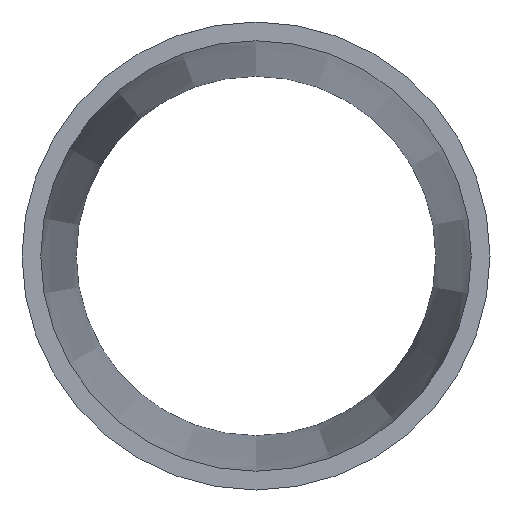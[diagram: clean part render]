
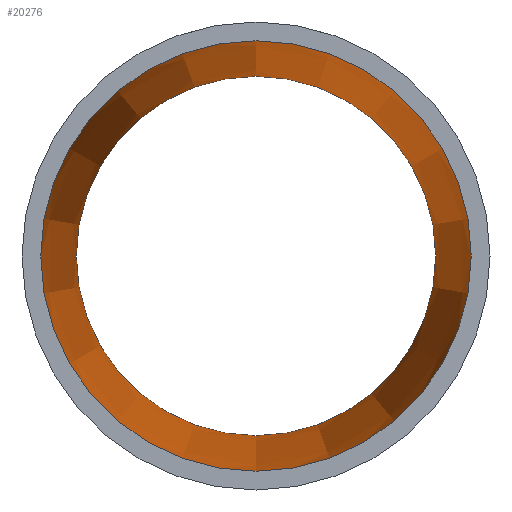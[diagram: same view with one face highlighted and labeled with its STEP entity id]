
A CAD part, front view. The second image highlights one B-rep face of the part: STEP entity #20276.
In plain terms, the highlighted conical face has half-angle 2.862 degrees and reference radius 22.997 mm.
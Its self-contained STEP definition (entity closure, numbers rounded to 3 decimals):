
#783 = CARTESIAN_POINT ( 'NONE',  ( 0., 76., 0. ) ) ;
#820 = CONICAL_SURFACE ( 'NONE', #16333, 22.998, 0.05 ) ;
#986 = CARTESIAN_POINT ( 'NONE',  ( 0., 0., 0. ) ) ;
#1255 = CIRCLE ( 'NONE', #12978, 22.998 ) ;
#2403 = ORIENTED_EDGE ( 'NONE', *, *, #10016, .F. ) ;
#2521 = DIRECTION ( 'NONE',  ( 0., 0., -1. ) ) ;
#2938 = DIRECTION ( 'NONE',  ( 0., 0., -1. ) ) ;
#3720 = ORIENTED_EDGE ( 'NONE', *, *, #12298, .T. ) ;
#4825 = CARTESIAN_POINT ( 'NONE',  ( 0., 0., -22.998 ) ) ;
#5100 = FACE_OUTER_BOUND ( 'NONE', #10949, .T. ) ;
#6502 = DIRECTION ( 'NONE',  ( 0., -1., 0. ) ) ;
#9092 = EDGE_LOOP ( 'NONE', ( #2403 ) ) ;
#9912 = VERTEX_POINT ( 'NONE', #4825 ) ;
#10016 = EDGE_CURVE ( 'NONE', #11209, #11209, #13944, .T. ) ;
#10949 = EDGE_LOOP ( 'NONE', ( #3720 ) ) ;
#11209 = VERTEX_POINT ( 'NONE', #11513 ) ;
#11513 = CARTESIAN_POINT ( 'NONE',  ( 0., 76., -19.198 ) ) ;
#12298 = EDGE_CURVE ( 'NONE', #9912, #9912, #1255, .T. ) ;
#12885 = AXIS2_PLACEMENT_3D ( 'NONE', #783, #15788, #2521 ) ;
#12978 = AXIS2_PLACEMENT_3D ( 'NONE', #986, #20759, #2938 ) ;
#13944 = CIRCLE ( 'NONE', #12885, 19.198 ) ;
#14887 = CARTESIAN_POINT ( 'NONE',  ( 0., 0., 0. ) ) ;
#15788 = DIRECTION ( 'NONE',  ( 0., -1., 0. ) ) ;
#16333 = AXIS2_PLACEMENT_3D ( 'NONE', #14887, #6502, #19455 ) ;
#19455 = DIRECTION ( 'NONE',  ( 0., 0., -1. ) ) ;
#19890 = FACE_BOUND ( 'NONE', #9092, .T. ) ;
#20276 = ADVANCED_FACE ( 'NONE', ( #19890, #5100 ), #820, .F. ) ;
#20759 = DIRECTION ( 'NONE',  ( 0., -1., 0. ) ) ;
